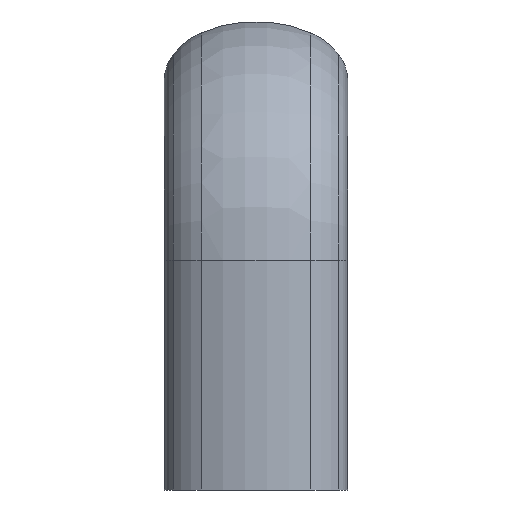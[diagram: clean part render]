
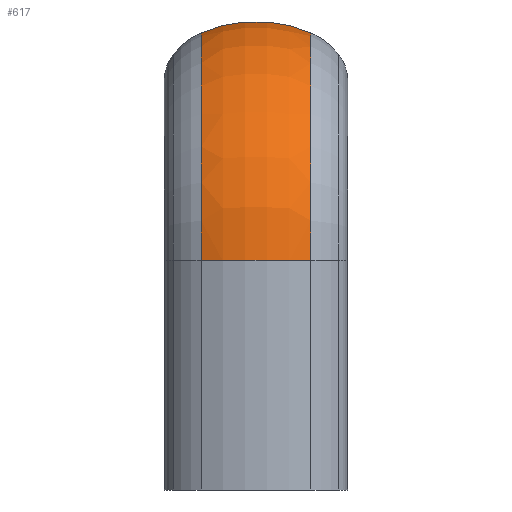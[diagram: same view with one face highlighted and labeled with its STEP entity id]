
A CAD part, left-side view. The second image highlights one B-rep face of the part: STEP entity #617.
In plain terms, the highlighted toroidal (fillet/blend) face has major radius 10.801 mm and minor radius 15.199 mm.
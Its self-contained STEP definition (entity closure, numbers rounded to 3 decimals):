
#323=VERTEX_POINT('',#906);
#543=EDGE_CURVE('',#595,#567,#1155,.T.);
#555=EDGE_CURVE('',#567,#725,#1169,.T.);
#567=VERTEX_POINT('',#1182);
#593=EDGE_CURVE('',#595,#323,#1211,.T.);
#595=VERTEX_POINT('',#1213);
#617=ADVANCED_FACE('',(#1237),#1238,.T.);
#725=VERTEX_POINT('',#1356);
#729=EDGE_CURVE('',#323,#725,#1361,.T.);
#906=CARTESIAN_POINT('',(19.5,-5.967,49.78));
#1155=CIRCLE('',#1878,15.199);
#1169=CIRCLE('',#1896,24.78);
#1182=CARTESIAN_POINT('',(-5.28,5.967,25.0));
#1211=CIRCLE('',#1953,24.78);
#1213=CARTESIAN_POINT('',(-5.28,-5.967,25.0));
#1237=FACE_OUTER_BOUND('',#1982,.T.);
#1238=TOROIDAL_SURFACE('',#1983,10.801,15.199);
#1356=CARTESIAN_POINT('',(19.5,5.967,49.78));
#1361=CIRCLE('',#2145,15.199);
#1878=AXIS2_PLACEMENT_3D('',#2729,#2730,#2731);
#1896=AXIS2_PLACEMENT_3D('',#2751,#2752,#2753);
#1953=AXIS2_PLACEMENT_3D('',#2815,#2816,#2817);
#1982=EDGE_LOOP('',(#2843,#2844,#2845,#2846));
#1983=AXIS2_PLACEMENT_3D('',#2847,#2848,#2849);
#2145=AXIS2_PLACEMENT_3D('',#2996,#2997,#2998);
#2729=CARTESIAN_POINT('',(8.699,0.,25.0));
#2730=DIRECTION('',(0.0,0.0,-1.0));
#2731=DIRECTION('',(-0.92,0.393,0.0));
#2751=CARTESIAN_POINT('',(19.5,5.967,25.0));
#2752=DIRECTION('',(0.0,1.0,0.0));
#2753=DIRECTION('',(-1.0,0.0,0.0));
#2815=CARTESIAN_POINT('',(19.5,-5.967,25.0));
#2816=DIRECTION('',(0.0,1.0,0.0));
#2817=DIRECTION('',(-1.0,0.0,0.0));
#2843=ORIENTED_EDGE('',*,*,#729,.T.);
#2844=ORIENTED_EDGE('',*,*,#555,.F.);
#2845=ORIENTED_EDGE('',*,*,#543,.F.);
#2846=ORIENTED_EDGE('',*,*,#593,.T.);
#2847=CARTESIAN_POINT('',(19.5,0.,25.0));
#2848=DIRECTION('',(0.0,1.0,0.0));
#2849=DIRECTION('',(0.0,0.0,-1.0));
#2996=CARTESIAN_POINT('',(19.5,0.,35.801));
#2997=DIRECTION('',(-1.0,0.0,0.));
#2998=DIRECTION('',(0.,0.393,0.92));
